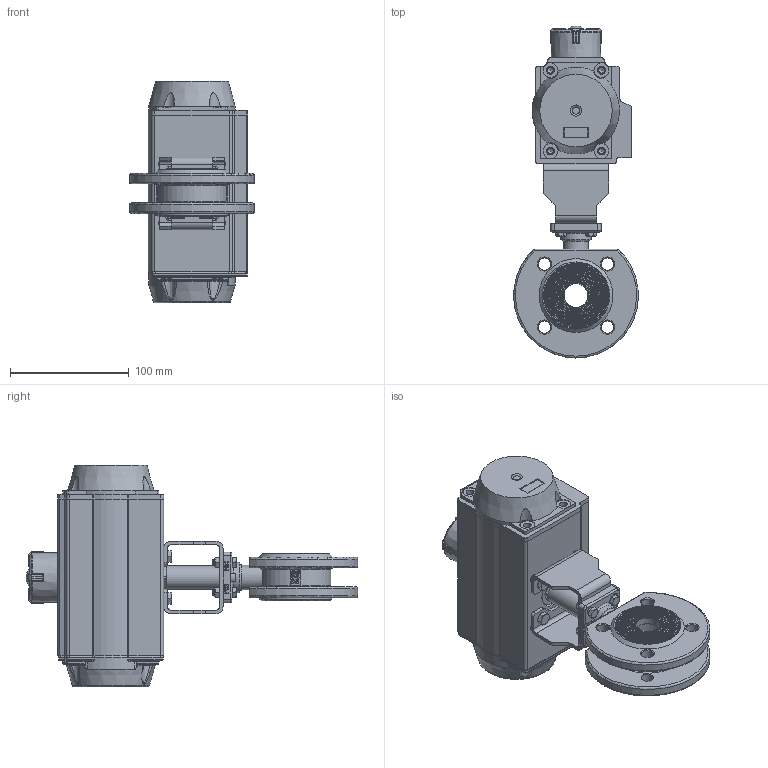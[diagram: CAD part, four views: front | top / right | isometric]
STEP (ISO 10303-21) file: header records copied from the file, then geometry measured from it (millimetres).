
FILE_DESCRIPTION(/* description */ ('Unknown'),/* implementation_level */ '2;1');
FILE_NAME(/* name */ 'PE02 0939-05',/* time_stamp */ '2025-03-19T12:21:52+01:00',/* author */ ('Unknown'),/* organization */ ('Unknown'),/* preprocessor_version */ 'ST-DEVELOPER v19.4',/* originating_system */ 'Solid Edge',/* authorisation */ 'Unknown');
FILE_SCHEMA (('AUTOMOTIVE_DESIGN {1 0 10303 214 3 1 1}'));
Products named in the file (23): PE02 0939-05; 939-05_(8M.460.020); Plate Washer; Stem; Cap; Body; Small hex thin nuts-Fine pitch thread GB_GB_FASTENER_NUT_SSFNTT M14X1.
0-N; Nut Stopper; 49899004_Brücke F05_F03 Höhe 50; PD03_PE02; vt65-2016-06-25; Optische Anzeige; ______; ________(___________; cup head nib bolts with large head gb_GB_FASTENER_BOLT_CHNBW M6X25-N; ____65______ ______; VT65_____________MIR; zhou65; VTE65____; DIN 933 M5x16 A2-70 BLK_EDST; 49860201_Spindeladapter Edelstahl_SW14x14x15_Tasche 9x9x10,5_BL 61,5_
ø20; WUERTH 03225 hexagonal nut DIN 934  M5 A2 BLK_EDST; DIN 933 M6x12 A2-70 BLK_EDST
Assembly tree (35 placements, depth 4):
  PE02 0939-05
    939-05_(8M.460.020)
      Plate Washer
      Stem
      Cap
      Body
      Small hex thin nuts-Fine pitch thread GB_GB_FASTENER_NUT_SSFNTT M14X1.
0-N
      Nut Stopper
    49899004_Brücke F05_F03 Höhe 50
    PD03_PE02
      vt65-2016-06-25
      Optische Anzeige
        ______
        ________(___________  x4
        cup head nib bolts with large head gb_GB_FASTENER_BOLT_CHNBW M6X25-N
      ____65______ ______  x2
      VT65_____________MIR
      zhou65
      VTE65____
    DIN 933 M5x16 A2-70 BLK_EDST  x4
    49860201_Spindeladapter Edelstahl_SW14x14x15_Tasche 9x9x10,5_BL 61,5_
ø20
    WUERTH 03225 hexagonal nut DIN 934  M5 A2 BLK_EDST  x4
    DIN 933 M6x12 A2-70 BLK_EDST  x4
Bounding box: 104.97 x 279.31 x 186.5 mm (x, y, z)
Volume: 916078.1 mm3; surface area: 292581.8 mm2
Topology: 32 solids, 32 shells, 3070 faces, 7726 edges, 4842 vertices
Faces by surface type: plane 1148, cylinder 842, bspline 576, torus 285, cone 186, sphere 33
Full cylindrical faces by diameter (mm): 3 x16, 3.3 x8, 4.134 x12, 4.66 x1, 4.917 x15, 5 x6, 6 x13, 6.2 x1, 6.5 x4, 6.647 x4, 7 x4, 8 x4, 8.6 x1, 9.6 x1, 10 x12, 10.3 x8, 11 x1, 11.4 x1, 11.445 x2, 12 x3, 12.4 x1, 12.5 x2, 12.6 x2, 12.7 x1, 12.9 x1, 12.917 x1, 13 x2, 14 x5, 15 x1, 16 x2
Entity records: 111553 total; most frequent: CARTESIAN_POINT 58422, ORIENTED_EDGE 11288, DIRECTION 9543, EDGE_CURVE 5644, VERTEX_POINT 3785, AXIS2_PLACEMENT_3D 3577, FACE_BOUND 2951, EDGE_LOOP 2927
